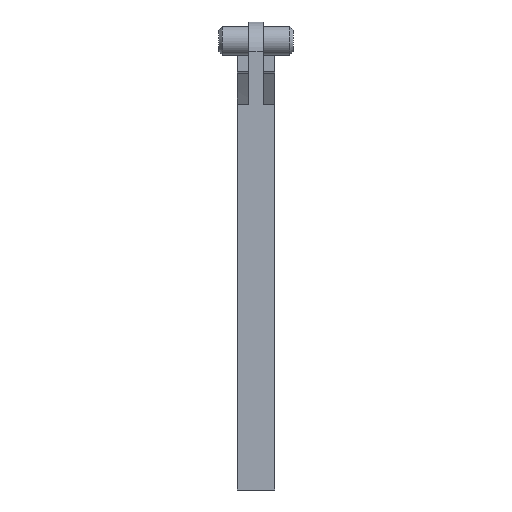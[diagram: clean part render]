
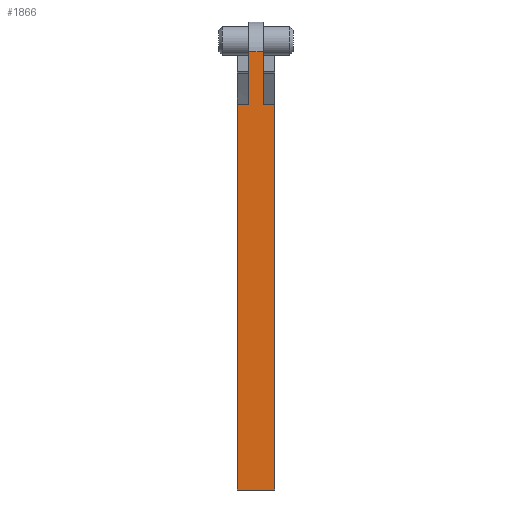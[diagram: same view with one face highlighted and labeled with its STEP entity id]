
A CAD part, front view. The second image highlights one B-rep face of the part: STEP entity #1866.
In plain terms, the highlighted planar face has unit normal (0, -1, 0).
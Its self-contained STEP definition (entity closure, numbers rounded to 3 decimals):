
#104=PLANE('',#2003);
#265=FACE_OUTER_BOUND('',#371,.T.);
#371=EDGE_LOOP('',(#1702,#1703,#1704,#1705,#1706,#1707,#1708,#1709));
#402=LINE('',#3146,#575);
#443=LINE('',#3261,#616);
#520=LINE('',#3506,#693);
#523=LINE('',#3558,#696);
#533=LINE('',#3611,#706);
#535=LINE('',#3651,#708);
#546=LINE('',#3771,#719);
#548=LINE('',#3787,#721);
#575=VECTOR('',#2079,10.);
#616=VECTOR('',#2138,10.);
#693=VECTOR('',#2311,10.);
#696=VECTOR('',#2320,10.);
#706=VECTOR('',#2382,10.);
#708=VECTOR('',#2388,10.);
#719=VECTOR('',#2417,10.);
#721=VECTOR('',#2423,10.);
#822=VERTEX_POINT('',#3143);
#823=VERTEX_POINT('',#3145);
#860=VERTEX_POINT('',#3260);
#910=VERTEX_POINT('',#3503);
#911=VERTEX_POINT('',#3505);
#916=VERTEX_POINT('',#3555);
#917=VERTEX_POINT('',#3557);
#931=VERTEX_POINT('',#3613);
#1020=EDGE_CURVE('',#823,#822,#402,.T.);
#1066=EDGE_CURVE('',#860,#823,#443,.T.);
#1154=EDGE_CURVE('',#911,#910,#520,.T.);
#1162=EDGE_CURVE('',#917,#916,#523,.T.);
#1186=EDGE_CURVE('',#822,#911,#533,.T.);
#1191=EDGE_CURVE('',#931,#917,#535,.T.);
#1210=EDGE_CURVE('',#931,#910,#546,.T.);
#1212=EDGE_CURVE('',#860,#916,#548,.T.);
#1702=ORIENTED_EDGE('',*,*,#1020,.T.);
#1703=ORIENTED_EDGE('',*,*,#1186,.T.);
#1704=ORIENTED_EDGE('',*,*,#1154,.T.);
#1705=ORIENTED_EDGE('',*,*,#1210,.F.);
#1706=ORIENTED_EDGE('',*,*,#1191,.T.);
#1707=ORIENTED_EDGE('',*,*,#1162,.T.);
#1708=ORIENTED_EDGE('',*,*,#1212,.F.);
#1709=ORIENTED_EDGE('',*,*,#1066,.T.);
#1866=ADVANCED_FACE('',(#265),#104,.T.);
#2003=AXIS2_PLACEMENT_3D('',#3786,#2421,#2422);
#2079=DIRECTION('',(0.,0.,1.));
#2138=DIRECTION('',(1.,0.,0.));
#2311=DIRECTION('',(0.,0.,1.));
#2320=DIRECTION('',(-1.,0.,0.));
#2382=DIRECTION('',(-1.,0.,0.));
#2388=DIRECTION('',(0.,0.,-1.));
#2417=DIRECTION('',(1.,0.,0.));
#2421=DIRECTION('center_axis',(0.,-1.,0.));
#2422=DIRECTION('ref_axis',(1.,0.,0.));
#2423=DIRECTION('',(0.,0.,1.));
#3143=CARTESIAN_POINT('',(335.937,-345.,107.));
#3145=CARTESIAN_POINT('',(335.937,-345.,4.));
#3146=CARTESIAN_POINT('',(335.937,-345.,1.5));
#3260=CARTESIAN_POINT('',(325.937,-345.,4.));
#3261=CARTESIAN_POINT('',(367.718,-345.,4.));
#3503=CARTESIAN_POINT('',(332.937,-345.,121.));
#3505=CARTESIAN_POINT('',(332.937,-345.,107.));
#3506=CARTESIAN_POINT('',(332.937,-345.,96.5));
#3555=CARTESIAN_POINT('',(325.937,-345.,107.));
#3557=CARTESIAN_POINT('',(328.937,-345.,107.));
#3558=CARTESIAN_POINT('',(326.687,-345.,107.));
#3611=CARTESIAN_POINT('',(330.187,-345.,107.));
#3613=CARTESIAN_POINT('',(328.937,-345.,121.));
#3651=CARTESIAN_POINT('',(328.937,-345.,96.5));
#3771=CARTESIAN_POINT('',(415.,-345.,121.));
#3786=CARTESIAN_POINT('Origin',(325.937,-345.,64.));
#3787=CARTESIAN_POINT('',(325.937,-345.,4.));
